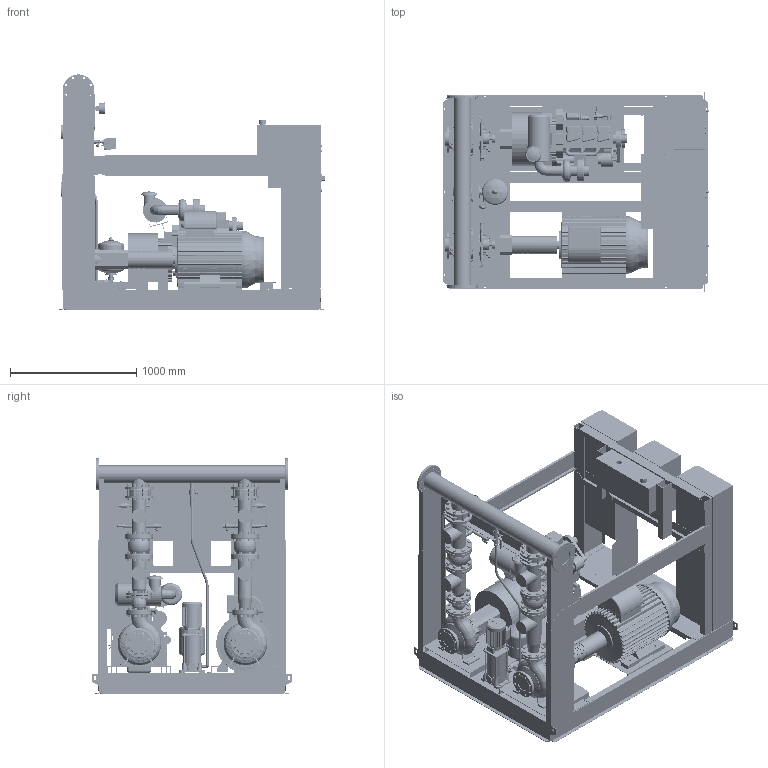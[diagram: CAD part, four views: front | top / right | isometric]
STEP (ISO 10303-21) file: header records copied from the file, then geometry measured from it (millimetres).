
FILE_DESCRIPTION((''),'2;1');
FILE_NAME('3d_Sifire-EN-80_200-215.5-45_47.7_1.1EDJ-4184036.stp','2015-05-26T08:11:21',(''),(''),'Mechanical Desktop 2009','Mechanical Desktop 2009',', , ');
FILE_SCHEMA(('CONFIG_CONTROL_DESIGN'));
Length unit declared in the file: millimetre
Products named in the file (1): Product
Bounding box: 2105.5 x 1582 x 1860 mm (x, y, z)
Volume: 698832929.8 mm3; surface area: 44320311.1 mm2
Topology: 354 solids, 355 shells, 8413 faces, 20225 edges, 12715 vertices
Faces by surface type: plane 2980, bspline 2466, cylinder 1737, cone 996, torus 197, sphere 37
Entity records: 267323 total; most frequent: CARTESIAN_POINT 83447, ORIENTED_EDGE 40374, DIRECTION 35346, EDGE_CURVE 20187, VERTEX_POINT 12712, AXIS2_PLACEMENT_3D 12591, VECTOR 10164, LINE 10164
